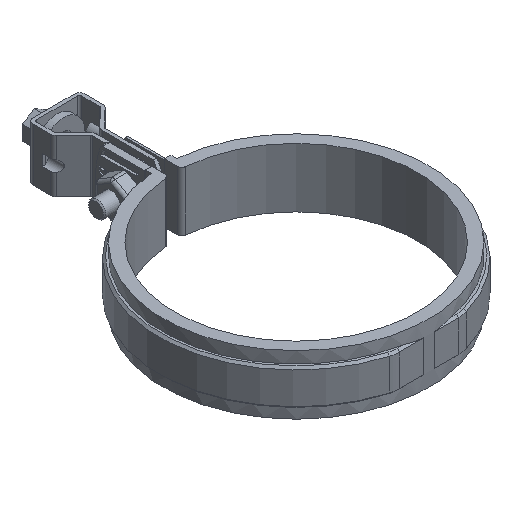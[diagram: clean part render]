
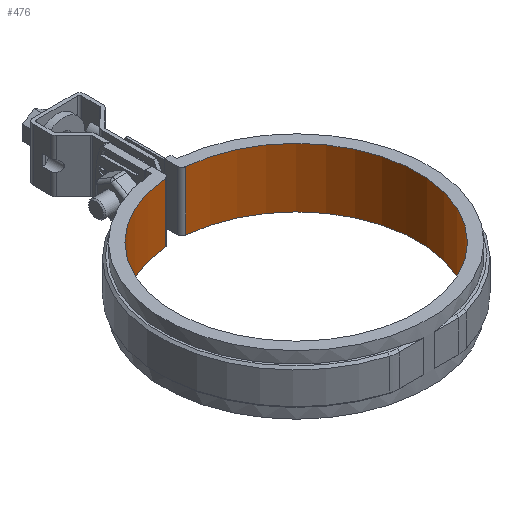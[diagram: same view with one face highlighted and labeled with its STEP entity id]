
A CAD part, isometric view. The second image highlights one B-rep face of the part: STEP entity #476.
In plain terms, the highlighted cylindrical face has radius 57.15 mm (diameter 114.3 mm), a partial arc.
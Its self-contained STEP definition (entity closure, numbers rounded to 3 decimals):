
#476 = ADVANCED_FACE( '', ( #929 ), #930, .F. );
#929 = FACE_OUTER_BOUND( '', #2186, .T. );
#930 = CYLINDRICAL_SURFACE( '', #2187, 57.15 );
#2186 = EDGE_LOOP( '', ( #4200, #4201, #4202, #4203 ) );
#2187 = AXIS2_PLACEMENT_3D( '', #4204, #4205, #4206 );
#4200 = ORIENTED_EDGE( '', *, *, #6295, .F. );
#4201 = ORIENTED_EDGE( '', *, *, #6154, .F. );
#4202 = ORIENTED_EDGE( '', *, *, #6300, .T. );
#4203 = ORIENTED_EDGE( '', *, *, #6308, .T. );
#4204 = CARTESIAN_POINT( '', ( 0., 0., -14. ) );
#4205 = DIRECTION( '', ( 0., 0., -1. ) );
#4206 = DIRECTION( '', ( -0.085, -0.996, 0. ) );
#6154 = EDGE_CURVE( '', #7182, #7178, #7184, .T. );
#6295 = EDGE_CURVE( '', #7178, #7410, #7411, .T. );
#6300 = EDGE_CURVE( '', #7182, #7416, #7418, .T. );
#6308 = EDGE_CURVE( '', #7416, #7410, #7427, .T. );
#7178 = VERTEX_POINT( '', #9983 );
#7182 = VERTEX_POINT( '', #9988 );
#7184 = LINE( '', #9990, #9991 );
#7410 = VERTEX_POINT( '', #10808 );
#7411 = CIRCLE( '', #10809, 57.15 );
#7416 = VERTEX_POINT( '', #10816 );
#7418 = CIRCLE( '', #10818, 57.15 );
#7427 = LINE( '', #10833, #10834 );
#9983 = CARTESIAN_POINT( '', ( 4.831, 56.945, 14. ) );
#9988 = CARTESIAN_POINT( '', ( 4.831, 56.945, -14. ) );
#9990 = CARTESIAN_POINT( '', ( 4.831, 56.945, -14. ) );
#9991 = VECTOR( '', #12533, 1000. );
#10808 = CARTESIAN_POINT( '', ( -4.831, 56.945, 14. ) );
#10809 = AXIS2_PLACEMENT_3D( '', #12714, #12715, #12716 );
#10816 = CARTESIAN_POINT( '', ( -4.831, 56.945, -14. ) );
#10818 = AXIS2_PLACEMENT_3D( '', #12725, #12726, #12727 );
#10833 = CARTESIAN_POINT( '', ( -4.831, 56.945, -14. ) );
#10834 = VECTOR( '', #12737, 1000. );
#12533 = DIRECTION( '', ( 0., 0., 1. ) );
#12714 = CARTESIAN_POINT( '', ( 0., 0., 14. ) );
#12715 = DIRECTION( '', ( 0., 0., -1. ) );
#12716 = DIRECTION( '', ( 1., 0., 0. ) );
#12725 = CARTESIAN_POINT( '', ( 0., 0., -14. ) );
#12726 = DIRECTION( '', ( 0., 0., -1. ) );
#12727 = DIRECTION( '', ( 1., 0., 0. ) );
#12737 = DIRECTION( '', ( 0., 0., 1. ) );
